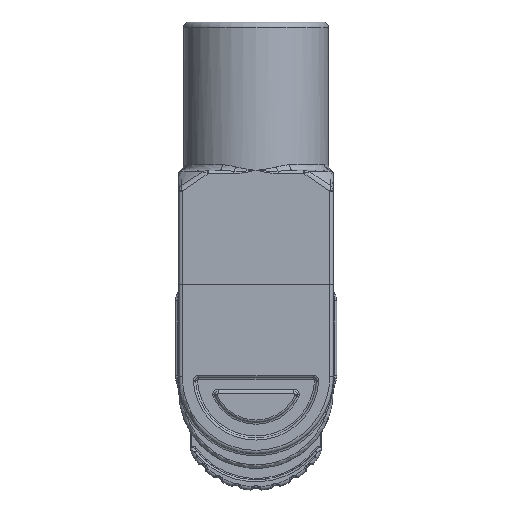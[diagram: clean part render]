
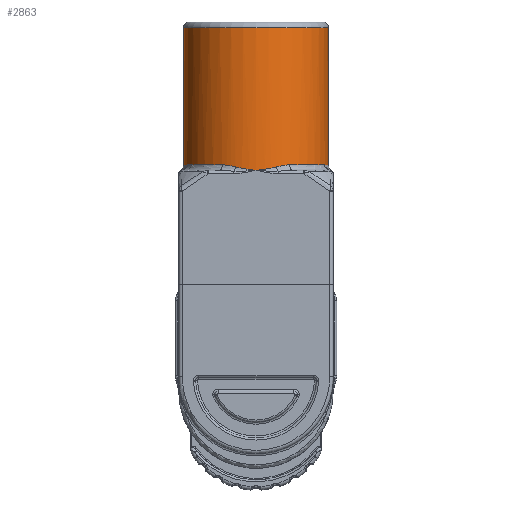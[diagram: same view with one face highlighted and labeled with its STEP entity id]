
A CAD part, top view. The second image highlights one B-rep face of the part: STEP entity #2863.
In plain terms, the highlighted cylindrical face has radius 10.5 mm (diameter 21 mm), a partial arc.
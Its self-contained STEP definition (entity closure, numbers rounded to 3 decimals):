
#2785=AXIS2_PLACEMENT_3D('Cylinder Axis2P3D',#2782,#2783,#2784) ;
#2789=AXIS2_PLACEMENT_3D('Circle Axis2P3D',#2787,#2788,$) ;
#2794=AXIS2_PLACEMENT_3D('Circle Axis2P3D',#2792,#2793,$) ;
#2847=AXIS2_PLACEMENT_3D('Circle Axis2P3D',#2845,#2846,$) ;
#1869=CARTESIAN_POINT('Line Origine',(22.2,44.326,18.6)) ;
#1873=CARTESIAN_POINT('Vertex',(22.2,46.979,18.6)) ;
#1875=CARTESIAN_POINT('Vertex',(22.2,67.026,18.6)) ;
#1902=CARTESIAN_POINT('Vertex',(1.2,46.979,18.6)) ;
#1905=CARTESIAN_POINT('Line Origine',(1.2,44.326,18.6)) ;
#1909=CARTESIAN_POINT('Vertex',(1.2,67.026,18.6)) ;
#2041=CARTESIAN_POINT('Vertex',(11.7,46.326,29.1)) ;
#2257=CARTESIAN_POINT('Control Point',(21.642,47.126,21.976)) ;
#2258=CARTESIAN_POINT('Control Point',(21.828,47.125,21.428)) ;
#2259=CARTESIAN_POINT('Control Point',(22.036,47.061,20.597)) ;
#2260=CARTESIAN_POINT('Control Point',(22.177,46.993,19.455)) ;
#2261=CARTESIAN_POINT('Control Point',(22.2,46.979,18.884)) ;
#2262=CARTESIAN_POINT('Control Point',(22.2,46.979,18.6)) ;
#2263=CARTESIAN_POINT('Vertex',(21.642,47.126,21.976)) ;
#2618=CARTESIAN_POINT('Vertex',(1.758,47.126,21.976)) ;
#2622=CARTESIAN_POINT('Control Point',(1.2,46.979,18.6)) ;
#2623=CARTESIAN_POINT('Control Point',(1.2,46.979,18.602)) ;
#2624=CARTESIAN_POINT('Control Point',(1.2,46.98,19.174)) ;
#2625=CARTESIAN_POINT('Control Point',(1.293,47.038,20.308)) ;
#2626=CARTESIAN_POINT('Control Point',(1.573,47.126,21.432)) ;
#2627=CARTESIAN_POINT('Control Point',(1.758,47.126,21.976)) ;
#2782=CARTESIAN_POINT('Axis2P3D Location',(11.7,44.326,18.6)) ;
#2787=CARTESIAN_POINT('Axis2P3D Location',(11.7,67.026,18.6)) ;
#2792=CARTESIAN_POINT('Axis2P3D Location',(11.7,47.126,18.6)) ;
#2796=CARTESIAN_POINT('Vertex',(6.81,47.126,27.892)) ;
#2800=CARTESIAN_POINT('Control Point',(6.81,47.126,27.892)) ;
#2801=CARTESIAN_POINT('Control Point',(7.275,47.126,28.137)) ;
#2802=CARTESIAN_POINT('Control Point',(7.758,47.055,28.35)) ;
#2803=CARTESIAN_POINT('Control Point',(8.238,46.951,28.526)) ;
#2804=CARTESIAN_POINT('Control Point',(8.725,46.821,28.67)) ;
#2805=CARTESIAN_POINT('Vertex',(8.725,46.821,28.67)) ;
#2809=CARTESIAN_POINT('Control Point',(8.725,46.821,28.67)) ;
#2810=CARTESIAN_POINT('Control Point',(8.95,46.761,28.736)) ;
#2811=CARTESIAN_POINT('Control Point',(9.178,46.71,28.797)) ;
#2812=CARTESIAN_POINT('Control Point',(9.422,46.664,28.854)) ;
#2813=CARTESIAN_POINT('Control Point',(9.773,46.602,28.926)) ;
#2814=CARTESIAN_POINT('Control Point',(10.127,46.546,28.982)) ;
#2815=CARTESIAN_POINT('Control Point',(10.246,46.528,29.)) ;
#2816=CARTESIAN_POINT('Control Point',(10.615,46.473,29.048)) ;
#2817=CARTESIAN_POINT('Control Point',(10.987,46.421,29.08)) ;
#2818=CARTESIAN_POINT('Control Point',(11.194,46.393,29.092)) ;
#2819=CARTESIAN_POINT('Control Point',(11.448,46.36,29.1)) ;
#2820=CARTESIAN_POINT('Control Point',(11.7,46.326,29.1)) ;
#2823=CARTESIAN_POINT('Control Point',(11.7,46.326,29.1)) ;
#2824=CARTESIAN_POINT('Control Point',(12.071,46.376,29.1)) ;
#2825=CARTESIAN_POINT('Control Point',(12.442,46.425,29.084)) ;
#2826=CARTESIAN_POINT('Control Point',(12.776,46.471,29.055)) ;
#2827=CARTESIAN_POINT('Control Point',(13.384,46.559,28.976)) ;
#2828=CARTESIAN_POINT('Control Point',(13.982,46.665,28.853)) ;
#2829=CARTESIAN_POINT('Control Point',(14.216,46.709,28.798)) ;
#2830=CARTESIAN_POINT('Control Point',(14.447,46.76,28.737)) ;
#2831=CARTESIAN_POINT('Control Point',(14.675,46.821,28.67)) ;
#2832=CARTESIAN_POINT('Vertex',(14.675,46.821,28.67)) ;
#2836=CARTESIAN_POINT('Control Point',(14.675,46.821,28.67)) ;
#2837=CARTESIAN_POINT('Control Point',(15.064,46.925,28.555)) ;
#2838=CARTESIAN_POINT('Control Point',(15.452,47.014,28.42)) ;
#2839=CARTESIAN_POINT('Control Point',(15.844,47.085,28.261)) ;
#2840=CARTESIAN_POINT('Control Point',(16.218,47.126,28.088)) ;
#2841=CARTESIAN_POINT('Control Point',(16.59,47.126,27.892)) ;
#2842=CARTESIAN_POINT('Vertex',(16.59,47.126,27.892)) ;
#2845=CARTESIAN_POINT('Axis2P3D Location',(11.7,47.126,18.6)) ;
#1870=DIRECTION('Vector Direction',(0.,1.,0.)) ;
#1906=DIRECTION('Vector Direction',(0.,1.,0.)) ;
#2783=DIRECTION('Axis2P3D Direction',(0.,1.,0.)) ;
#2784=DIRECTION('Axis2P3D XDirection',(-1.,0.,0.)) ;
#2788=DIRECTION('Axis2P3D Direction',(0.,1.,0.)) ;
#2793=DIRECTION('Axis2P3D Direction',(0.,1.,0.)) ;
#2846=DIRECTION('Axis2P3D Direction',(0.,1.,0.)) ;
#1871=VECTOR('Line Direction',#1870,1.) ;
#1907=VECTOR('Line Direction',#1906,1.) ;
#2851=ORIENTED_EDGE('',*,*,#2265,.T.) ;
#2852=ORIENTED_EDGE('',*,*,#1877,.T.) ;
#2853=ORIENTED_EDGE('',*,*,#2791,.T.) ;
#2854=ORIENTED_EDGE('',*,*,#1911,.F.) ;
#2855=ORIENTED_EDGE('',*,*,#2628,.T.) ;
#2856=ORIENTED_EDGE('',*,*,#2798,.T.) ;
#2857=ORIENTED_EDGE('',*,*,#2807,.T.) ;
#2858=ORIENTED_EDGE('',*,*,#2821,.T.) ;
#2859=ORIENTED_EDGE('',*,*,#2834,.T.) ;
#2860=ORIENTED_EDGE('',*,*,#2844,.T.) ;
#2861=ORIENTED_EDGE('',*,*,#2849,.T.) ;
#2863=ADVANCED_FACE('Hauptkoerper',(#2862),#2786,.T.) ;
#2799=B_SPLINE_CURVE_WITH_KNOTS('',4,(#2800,#2801,#2802,#2803,#2804),.UNSPECIFIED.,.F.,.U.,(5,5),(0.,2.957),.UNSPECIFIED.) ;
#2808=B_SPLINE_CURVE_WITH_KNOTS('',5,(#2809,#2810,#2811,#2812,#2813,#2814,#2815,#2816,#2817,#2818,#2819,#2820),.UNSPECIFIED.,.F.,.U.,(6,3,3,6),(0.,1.706,2.57,4.372),.UNSPECIFIED.) ;
#2822=B_SPLINE_CURVE_WITH_KNOTS('',5,(#2823,#2824,#2825,#2826,#2827,#2828,#2829,#2830,#2831),.UNSPECIFIED.,.F.,.U.,(6,3,6),(0.,2.647,4.378),.UNSPECIFIED.) ;
#2835=B_SPLINE_CURVE_WITH_KNOTS('',5,(#2836,#2837,#2838,#2839,#2840,#2841),.UNSPECIFIED.,.F.,.U.,(6,6),(0.,2.954),.UNSPECIFIED.) ;
#2790=CIRCLE('generated circle',#2789,10.5) ;
#2795=CIRCLE('generated circle',#2794,10.5) ;
#2848=CIRCLE('generated circle',#2847,10.5) ;
#2786=CYLINDRICAL_SURFACE('generated cylinder',#2785,10.5) ;
#1877=EDGE_CURVE('',#1874,#1876,#1872,.T.) ;
#1911=EDGE_CURVE('',#1903,#1910,#1908,.T.) ;
#2265=EDGE_CURVE('',#2264,#1874,#2256,.T.) ;
#2628=EDGE_CURVE('',#1903,#2619,#2621,.T.) ;
#2791=EDGE_CURVE('',#1876,#1910,#2790,.F.) ;
#2798=EDGE_CURVE('',#2619,#2797,#2795,.T.) ;
#2807=EDGE_CURVE('',#2797,#2806,#2799,.T.) ;
#2821=EDGE_CURVE('',#2806,#2042,#2808,.T.) ;
#2834=EDGE_CURVE('',#2042,#2833,#2822,.T.) ;
#2844=EDGE_CURVE('',#2833,#2843,#2835,.T.) ;
#2849=EDGE_CURVE('',#2843,#2264,#2848,.T.) ;
#2850=EDGE_LOOP('',(#2851,#2852,#2853,#2854,#2855,#2856,#2857,#2858,#2859,#2860,#2861)) ;
#2862=FACE_OUTER_BOUND('',#2850,.T.) ;
#1872=LINE('Line',#1869,#1871) ;
#1908=LINE('Line',#1905,#1907) ;
#1874=VERTEX_POINT('',#1873) ;
#1876=VERTEX_POINT('',#1875) ;
#1903=VERTEX_POINT('',#1902) ;
#1910=VERTEX_POINT('',#1909) ;
#2042=VERTEX_POINT('',#2041) ;
#2264=VERTEX_POINT('',#2263) ;
#2619=VERTEX_POINT('',#2618) ;
#2797=VERTEX_POINT('',#2796) ;
#2806=VERTEX_POINT('',#2805) ;
#2833=VERTEX_POINT('',#2832) ;
#2843=VERTEX_POINT('',#2842) ;
#2256=(BOUNDED_CURVE()B_SPLINE_CURVE(3,(#2257,#2258,#2259,#2260,#2261,#2262),.UNSPECIFIED.,.F.,.U.)B_SPLINE_CURVE_WITH_KNOTS((4,1,1,4),(0.,1.757,2.635,3.508),.UNSPECIFIED.)CURVE()GEOMETRIC_REPRESENTATION_ITEM()RATIONAL_B_SPLINE_CURVE((1.,1.,1.,1.,1.,1.))REPRESENTATION_ITEM('')) ;
#2621=(BOUNDED_CURVE()B_SPLINE_CURVE(3,(#2622,#2623,#2624,#2625,#2626,#2627),.UNSPECIFIED.,.F.,.U.)B_SPLINE_CURVE_WITH_KNOTS((4,1,1,4),(3.508,3.513,5.27,7.026),.UNSPECIFIED.)CURVE()GEOMETRIC_REPRESENTATION_ITEM()RATIONAL_B_SPLINE_CURVE((1.,1.,1.,1.,1.,1.))REPRESENTATION_ITEM('')) ;
